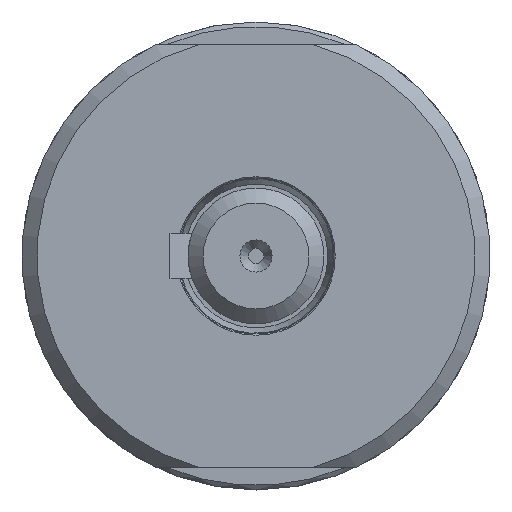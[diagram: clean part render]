
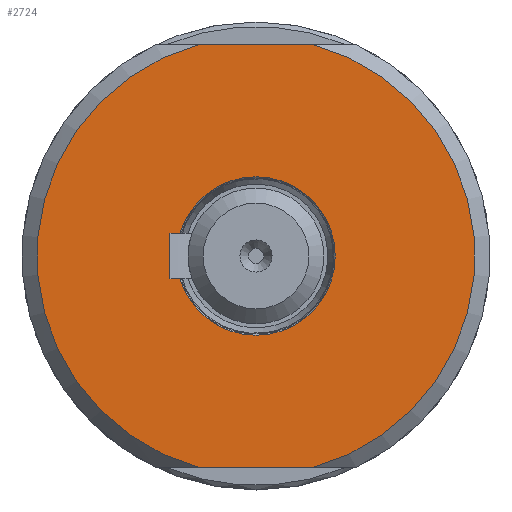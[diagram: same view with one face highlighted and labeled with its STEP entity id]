
A CAD part, left-side view. The second image highlights one B-rep face of the part: STEP entity #2724.
In plain terms, the highlighted planar face has unit normal (-1, 0, 0).
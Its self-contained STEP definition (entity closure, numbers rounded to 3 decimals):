
#232=FACE_BOUND('',#527,.T.);
#268=PLANE('',#2927);
#368=FACE_OUTER_BOUND('',#526,.T.);
#526=EDGE_LOOP('',(#1970,#1971,#1972,#1973));
#527=EDGE_LOOP('',(#1974,#1975));
#696=LINE('',#4027,#916);
#700=LINE('',#4054,#920);
#916=VECTOR('',#3223,10.);
#920=VECTOR('',#3233,10.);
#1151=CIRCLE('',#2922,14.5);
#1153=CIRCLE('',#2925,14.5);
#1154=CIRCLE('',#2928,5.25);
#1155=CIRCLE('',#2929,5.25);
#1288=VERTEX_POINT('',#4022);
#1289=VERTEX_POINT('',#4026);
#1296=VERTEX_POINT('',#4049);
#1297=VERTEX_POINT('',#4053);
#1301=VERTEX_POINT('',#4081);
#1302=VERTEX_POINT('',#4082);
#1544=EDGE_CURVE('',#1289,#1288,#696,.T.);
#1553=EDGE_CURVE('',#1297,#1296,#700,.T.);
#1563=EDGE_CURVE('',#1289,#1296,#1151,.T.);
#1565=EDGE_CURVE('',#1297,#1288,#1153,.T.);
#1566=EDGE_CURVE('',#1301,#1302,#1154,.T.);
#1567=EDGE_CURVE('',#1302,#1301,#1155,.T.);
#1970=ORIENTED_EDGE('',*,*,#1544,.T.);
#1971=ORIENTED_EDGE('',*,*,#1565,.F.);
#1972=ORIENTED_EDGE('',*,*,#1553,.T.);
#1973=ORIENTED_EDGE('',*,*,#1563,.F.);
#1974=ORIENTED_EDGE('',*,*,#1566,.T.);
#1975=ORIENTED_EDGE('',*,*,#1567,.T.);
#2724=ADVANCED_FACE('',(#368,#232),#268,.T.);
#2922=AXIS2_PLACEMENT_3D('',#4075,#3255,#3256);
#2925=AXIS2_PLACEMENT_3D('',#4078,#3261,#3262);
#2927=AXIS2_PLACEMENT_3D('',#4080,#3265,#3266);
#2928=AXIS2_PLACEMENT_3D('',#4083,#3267,#3268);
#2929=AXIS2_PLACEMENT_3D('',#4084,#3269,#3270);
#3223=DIRECTION('',(0.,-1.,0.));
#3233=DIRECTION('',(0.,1.,0.));
#3255=DIRECTION('center_axis',(1.,0.,0.));
#3256=DIRECTION('ref_axis',(0.,-1.,0.));
#3261=DIRECTION('center_axis',(1.,0.,0.));
#3262=DIRECTION('ref_axis',(0.,-1.,0.));
#3265=DIRECTION('center_axis',(-1.,0.,0.));
#3266=DIRECTION('ref_axis',(0.,0.,
1.));
#3267=DIRECTION('center_axis',(1.,0.,0.));
#3268=DIRECTION('ref_axis',(0.,1.,0.));
#3269=DIRECTION('center_axis',(1.,0.,0.));
#3270=DIRECTION('ref_axis',(0.,1.,0.));
#4022=CARTESIAN_POINT('',(-93.9,-3.775,-14.));
#4026=CARTESIAN_POINT('',(-93.9,3.775,-14.));
#4027=CARTESIAN_POINT('',(-93.9,-1.954,-14.));
#4049=CARTESIAN_POINT('',(-93.9,3.775,14.));
#4053=CARTESIAN_POINT('',(-93.9,-3.775,14.));
#4054=CARTESIAN_POINT('',(-93.9,12.329,14.));
#4075=CARTESIAN_POINT('Origin',(-93.9,0.,
0.));
#4078=CARTESIAN_POINT('Origin',(-93.9,0.,
0.));
#4080=CARTESIAN_POINT('Origin',(-93.9,10.375,0.));
#4081=CARTESIAN_POINT('',(-93.9,5.25,0.));
#4082=CARTESIAN_POINT('',(-93.9,-5.25,0.));
#4083=CARTESIAN_POINT('Origin',(-93.9,0.,
0.));
#4084=CARTESIAN_POINT('Origin',(-93.9,0.,
0.));
